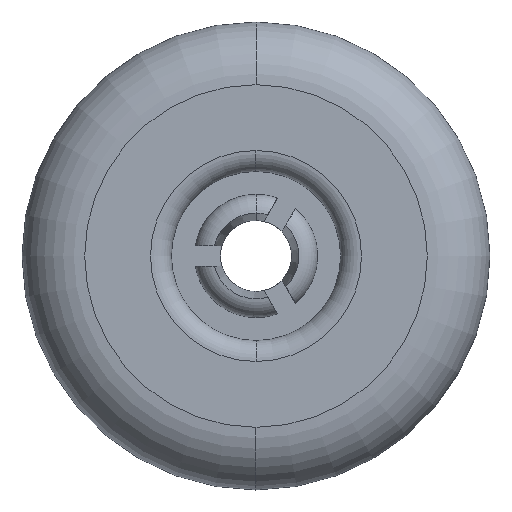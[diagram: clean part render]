
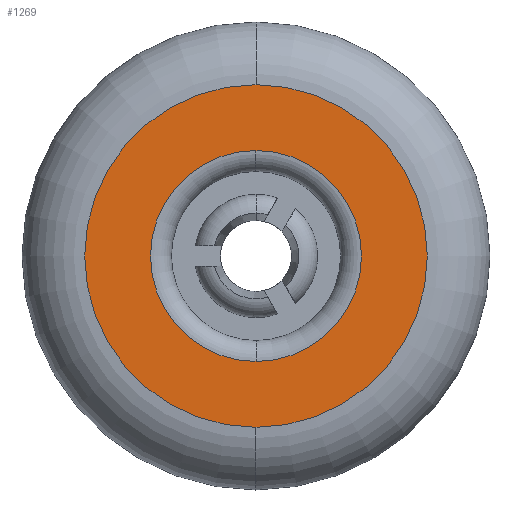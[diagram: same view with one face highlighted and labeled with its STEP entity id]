
A CAD part, left-side view. The second image highlights one B-rep face of the part: STEP entity #1269.
In plain terms, the highlighted planar face has unit normal (-1, 0, 0).
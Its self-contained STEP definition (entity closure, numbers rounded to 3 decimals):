
#12 = CARTESIAN_POINT ( 'NONE',  ( 0., 0., 0. ) ) ;
#23 = AXIS2_PLACEMENT_3D ( 'NONE', #449, #441, #1268 ) ;
#151 = CIRCLE ( 'NONE', #23, 5.05 ) ;
#165 = DIRECTION ( 'NONE',  ( 1., 0., 0. ) ) ;
#166 = AXIS2_PLACEMENT_3D ( 'NONE', #982, #165, #1340 ) ;
#218 = FACE_BOUND ( 'NONE', #1290, .T. ) ;
#281 = CARTESIAN_POINT ( 'NONE',  ( 0., 0., -8.2 ) ) ;
#299 = EDGE_LOOP ( 'NONE', ( #616, #452 ) ) ;
#347 = CIRCLE ( 'NONE', #513, 8.2 ) ;
#395 = DIRECTION ( 'NONE',  ( -1., 0., 0. ) ) ;
#423 = FACE_OUTER_BOUND ( 'NONE', #299, .T. ) ;
#441 = DIRECTION ( 'NONE',  ( 1., 0., 0. ) ) ;
#449 = CARTESIAN_POINT ( 'NONE',  ( 0., 0., 0. ) ) ;
#452 = ORIENTED_EDGE ( 'NONE', *, *, #738, .T. ) ;
#507 = CARTESIAN_POINT ( 'NONE',  ( 0., 0., 0. ) ) ;
#513 = AXIS2_PLACEMENT_3D ( 'NONE', #12, #517, #644 ) ;
#517 = DIRECTION ( 'NONE',  ( -1., 0., 0. ) ) ;
#525 = CARTESIAN_POINT ( 'NONE',  ( 0., 0., 8.2 ) ) ;
#551 = CIRCLE ( 'NONE', #166, 5.05 ) ;
#616 = ORIENTED_EDGE ( 'NONE', *, *, #1037, .T. ) ;
#644 = DIRECTION ( 'NONE',  ( 0., 0., 1. ) ) ;
#695 = VERTEX_POINT ( 'NONE', #762 ) ;
#710 = EDGE_CURVE ( 'NONE', #1403, #695, #551, .T. ) ;
#738 = EDGE_CURVE ( 'NONE', #1160, #1056, #755, .T. ) ;
#755 = CIRCLE ( 'NONE', #944, 8.2 ) ;
#762 = CARTESIAN_POINT ( 'NONE',  ( 0., 0., -5.05 ) ) ;
#769 = DIRECTION ( 'NONE',  ( 0., 0., 1. ) ) ;
#890 = PLANE ( 'NONE',  #1115 ) ;
#905 = CARTESIAN_POINT ( 'NONE',  ( 0., 4.05, 0. ) ) ;
#911 = DIRECTION ( 'NONE',  ( 0., 0., -1. ) ) ;
#941 = ORIENTED_EDGE ( 'NONE', *, *, #1258, .T. ) ;
#944 = AXIS2_PLACEMENT_3D ( 'NONE', #507, #395, #769 ) ;
#982 = CARTESIAN_POINT ( 'NONE',  ( 0., 0., 0. ) ) ;
#1037 = EDGE_CURVE ( 'NONE', #1056, #1160, #347, .T. ) ;
#1056 = VERTEX_POINT ( 'NONE', #525 ) ;
#1115 = AXIS2_PLACEMENT_3D ( 'NONE', #905, #1244, #911 ) ;
#1160 = VERTEX_POINT ( 'NONE', #281 ) ;
#1178 = CARTESIAN_POINT ( 'NONE',  ( 0., 0., 5.05 ) ) ;
#1244 = DIRECTION ( 'NONE',  ( 1., 0., 0. ) ) ;
#1258 = EDGE_CURVE ( 'NONE', #695, #1403, #151, .T. ) ;
#1268 = DIRECTION ( 'NONE',  ( 0., 0., -1. ) ) ;
#1269 = ADVANCED_FACE ( 'NONE', ( #218, #423 ), #890, .F. ) ;
#1290 = EDGE_LOOP ( 'NONE', ( #941, #1481 ) ) ;
#1340 = DIRECTION ( 'NONE',  ( 0., 0., -1. ) ) ;
#1403 = VERTEX_POINT ( 'NONE', #1178 ) ;
#1481 = ORIENTED_EDGE ( 'NONE', *, *, #710, .T. ) ;
